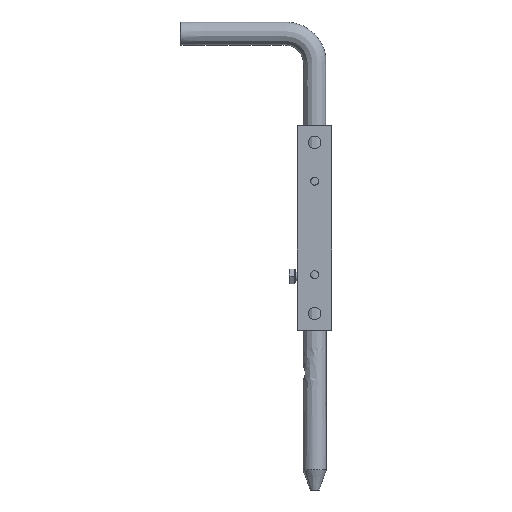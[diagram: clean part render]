
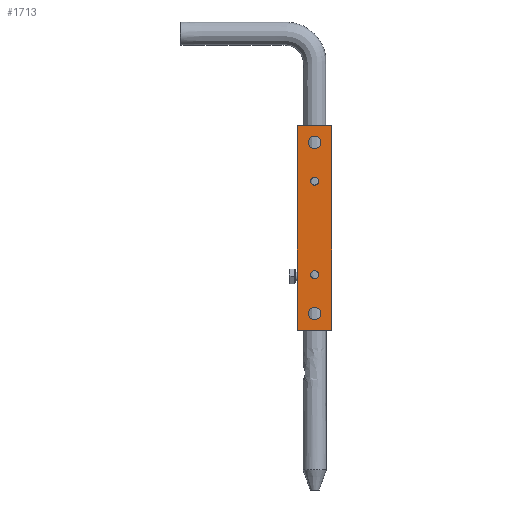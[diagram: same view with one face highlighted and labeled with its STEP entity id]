
A CAD part, front view. The second image highlights one B-rep face of the part: STEP entity #1713.
In plain terms, the highlighted planar face has unit normal (0, -1, 0).
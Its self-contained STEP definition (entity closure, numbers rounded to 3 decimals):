
#67=FACE_BOUND('',#320,.T.);
#68=FACE_BOUND('',#321,.T.);
#69=FACE_BOUND('',#322,.T.);
#70=FACE_BOUND('',#323,.T.);
#119=PLANE('',#1973);
#215=FACE_OUTER_BOUND('',#319,.T.);
#319=EDGE_LOOP('',(#1484,#1485,#1486,#1487));
#320=EDGE_LOOP('',(#1488));
#321=EDGE_LOOP('',(#1489));
#322=EDGE_LOOP('',(#1490));
#323=EDGE_LOOP('',(#1491));
#375=LINE('',#2586,#504);
#380=LINE('',#2598,#509);
#464=LINE('',#2999,#593);
#465=LINE('',#3001,#594);
#504=VECTOR('',#2063,10.);
#509=VECTOR('',#2074,10.);
#593=VECTOR('',#2416,10.);
#594=VECTOR('',#2419,10.);
#678=CIRCLE('',#1955,4.25);
#681=CIRCLE('',#1960,4.25);
#684=CIRCLE('',#1965,2.75);
#687=CIRCLE('',#1970,2.75);
#724=VERTEX_POINT('',#2583);
#725=VERTEX_POINT('',#2585);
#728=VERTEX_POINT('',#2595);
#729=VERTEX_POINT('',#2597);
#812=VERTEX_POINT('',#2965);
#815=VERTEX_POINT('',#2975);
#818=VERTEX_POINT('',#2985);
#821=VERTEX_POINT('',#2995);
#883=EDGE_CURVE('',#724,#725,#375,.T.);
#889=EDGE_CURVE('',#728,#729,#380,.T.);
#1032=EDGE_CURVE('',#812,#812,#678,.T.);
#1037=EDGE_CURVE('',#815,#815,#681,.T.);
#1042=EDGE_CURVE('',#818,#818,#684,.T.);
#1047=EDGE_CURVE('',#821,#821,#687,.T.);
#1048=EDGE_CURVE('',#729,#724,#464,.T.);
#1049=EDGE_CURVE('',#725,#728,#465,.T.);
#1484=ORIENTED_EDGE('',*,*,#1049,.F.);
#1485=ORIENTED_EDGE('',*,*,#883,.F.);
#1486=ORIENTED_EDGE('',*,*,#1048,.F.);
#1487=ORIENTED_EDGE('',*,*,#889,.F.);
#1488=ORIENTED_EDGE('',*,*,#1042,.T.);
#1489=ORIENTED_EDGE('',*,*,#1047,.T.);
#1490=ORIENTED_EDGE('',*,*,#1037,.T.);
#1491=ORIENTED_EDGE('',*,*,#1032,.T.);
#1713=ADVANCED_FACE('',(#215,#67,#68,#69,#70),#119,.F.);
#1955=AXIS2_PLACEMENT_3D('',#2967,#2376,#2377);
#1960=AXIS2_PLACEMENT_3D('',#2977,#2388,#2389);
#1965=AXIS2_PLACEMENT_3D('',#2987,#2400,#2401);
#1970=AXIS2_PLACEMENT_3D('',#2997,#2412,#2413);
#1973=AXIS2_PLACEMENT_3D('',#3002,#2420,#2421);
#2063=DIRECTION('',(0.,0.,-1.));
#2074=DIRECTION('',(0.,0.,1.));
#2376=DIRECTION('center_axis',(0.,1.,0.));
#2377=DIRECTION('ref_axis',(1.,0.,0.));
#2388=DIRECTION('center_axis',(0.,1.,0.));
#2389=DIRECTION('ref_axis',(1.,0.,0.));
#2400=DIRECTION('center_axis',(0.,1.,0.));
#2401=DIRECTION('ref_axis',(1.,0.,0.));
#2412=DIRECTION('center_axis',(0.,1.,0.));
#2413=DIRECTION('ref_axis',(1.,0.,0.));
#2416=DIRECTION('',(1.,0.,0.));
#2419=DIRECTION('',(-1.,0.,0.));
#2420=DIRECTION('center_axis',(0.,1.,0.));
#2421=DIRECTION('ref_axis',(0.,0.,1.));
#2583=CARTESIAN_POINT('',(11.75,0.,70.));
#2585=CARTESIAN_POINT('',(11.75,0.,-70.));
#2586=CARTESIAN_POINT('',(11.75,0.,70.));
#2595=CARTESIAN_POINT('',(-11.75,0.,-70.));
#2597=CARTESIAN_POINT('',(-11.75,0.,70.));
#2598=CARTESIAN_POINT('',(-11.75,0.,-70.));
#2965=CARTESIAN_POINT('',(-4.25,0.,58.5));
#2967=CARTESIAN_POINT('Origin',(0.,0.,58.5));
#2975=CARTESIAN_POINT('',(-4.25,0.,-58.5));
#2977=CARTESIAN_POINT('Origin',(0.,0.,-58.5));
#2985=CARTESIAN_POINT('',(-2.75,0.,-32.));
#2987=CARTESIAN_POINT('Origin',(0.,0.,-32.));
#2995=CARTESIAN_POINT('',(-2.75,0.,32.));
#2997=CARTESIAN_POINT('Origin',(0.,0.,32.));
#2999=CARTESIAN_POINT('',(-11.75,0.,70.));
#3001=CARTESIAN_POINT('',(11.75,0.,-70.));
#3002=CARTESIAN_POINT('Origin',(0.,0.,0.));
